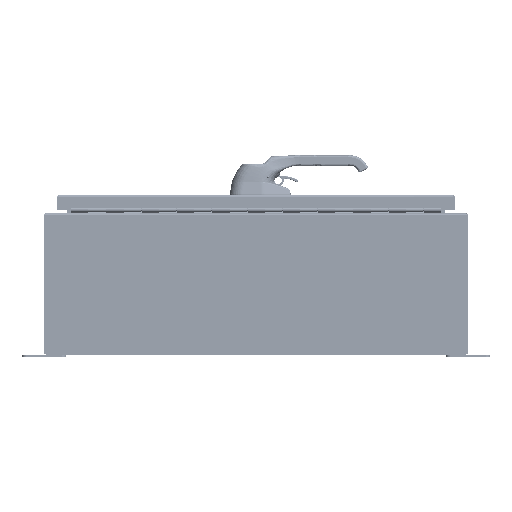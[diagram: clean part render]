
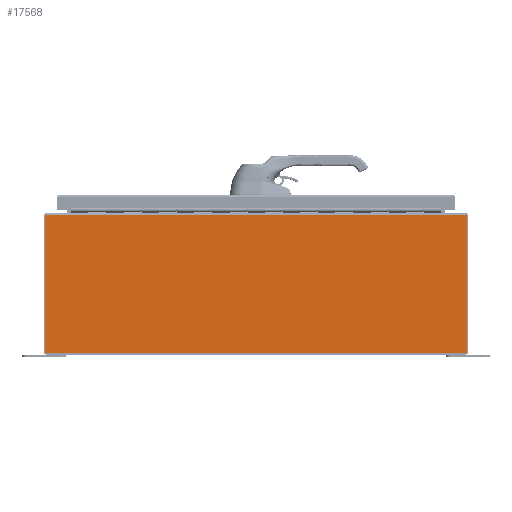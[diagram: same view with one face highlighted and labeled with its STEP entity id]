
A CAD part, left-side view. The second image highlights one B-rep face of the part: STEP entity #17568.
In plain terms, the highlighted face is planar.
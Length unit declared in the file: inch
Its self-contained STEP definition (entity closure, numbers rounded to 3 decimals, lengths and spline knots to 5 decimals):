
#11279 = VERTEX_POINT ( 'NONE', #137280 ) ;
#13819 = CARTESIAN_POINT ( 'NONE',  ( 3.926, -11.926, 0.074 ) ) ;
#13939 = EDGE_LOOP ( 'NONE', ( #34304, #57803, #75258, #20735 ) ) ;
#17501 = VECTOR ( 'NONE', #135149, 39.37008 ) ;
#17568 = ADVANCED_FACE ( 'NONE', ( #71039 ), #154901, .T. ) ;
#20735 = ORIENTED_EDGE ( 'NONE', *, *, #138908, .F. ) ;
#30776 = LINE ( 'NONE', #86432, #120142 ) ;
#34304 = ORIENTED_EDGE ( 'NONE', *, *, #56485, .T. ) ;
#35701 = LINE ( 'NONE', #13819, #157038 ) ;
#45385 = CARTESIAN_POINT ( 'NONE',  ( 3.89475, 11.926, 0.074 ) ) ;
#53319 = CARTESIAN_POINT ( 'NONE',  ( -3.926, 11.926, 0.074 ) ) ;
#56287 = VECTOR ( 'NONE', #113968, 39.37008 ) ;
#56485 = EDGE_CURVE ( 'NONE', #11279, #95697, #146562, .T. ) ;
#57803 = ORIENTED_EDGE ( 'NONE', *, *, #102181, .F. ) ;
#63043 = CARTESIAN_POINT ( 'NONE',  ( 3.89475, -5.963, 0.074 ) ) ;
#64532 = EDGE_CURVE ( 'NONE', #85987, #96891, #30776, .T. ) ;
#71039 = FACE_OUTER_BOUND ( 'NONE', #13939, .T. ) ;
#73882 = AXIS2_PLACEMENT_3D ( 'NONE', #153877, #153856, #153738 ) ;
#75258 = ORIENTED_EDGE ( 'NONE', *, *, #64532, .F. ) ;
#78707 = CARTESIAN_POINT ( 'NONE',  ( -3.926, -11.926, 0.074 ) ) ;
#85987 = VERTEX_POINT ( 'NONE', #78707 ) ;
#86432 = CARTESIAN_POINT ( 'NONE',  ( -3.926, -11.926, 0.074 ) ) ;
#86653 = DIRECTION ( 'NONE',  ( -1., 0., 0. ) ) ;
#95697 = VERTEX_POINT ( 'NONE', #45385 ) ;
#96891 = VERTEX_POINT ( 'NONE', #99935 ) ;
#98600 = DIRECTION ( 'NONE',  ( 0., 1., 0. ) ) ;
#99935 = CARTESIAN_POINT ( 'NONE',  ( -3.926, 11.926, 0.074 ) ) ;
#102181 = EDGE_CURVE ( 'NONE', #96891, #95697, #156789, .T. ) ;
#113968 = DIRECTION ( 'NONE',  ( 1., 0., 0. ) ) ;
#120142 = VECTOR ( 'NONE', #98600, 39.37008 ) ;
#135149 = DIRECTION ( 'NONE',  ( 0., 1., 0. ) ) ;
#137280 = CARTESIAN_POINT ( 'NONE',  ( 3.89475, -11.926, 0.074 ) ) ;
#138908 = EDGE_CURVE ( 'NONE', #11279, #85987, #35701, .T. ) ;
#146562 = LINE ( 'NONE', #63043, #17501 ) ;
#153738 = DIRECTION ( 'NONE',  ( 1., 0., 0. ) ) ;
#153856 = DIRECTION ( 'NONE',  ( 0., 0., 1. ) ) ;
#153877 = CARTESIAN_POINT ( 'NONE',  ( 0., 0., 0.074 ) ) ;
#154901 = PLANE ( 'NONE',  #73882 ) ;
#156789 = LINE ( 'NONE', #53319, #56287 ) ;
#157038 = VECTOR ( 'NONE', #86653, 39.37008 ) ;
